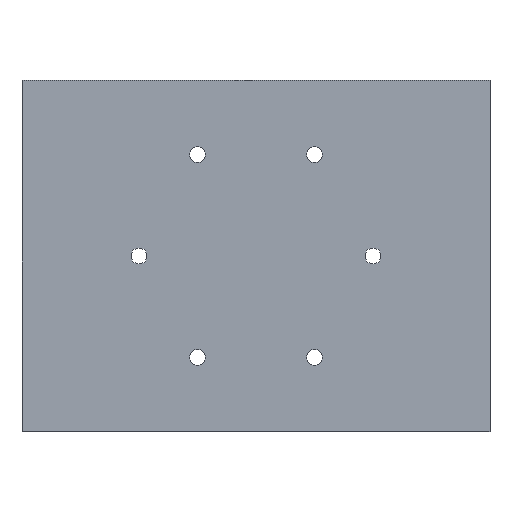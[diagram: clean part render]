
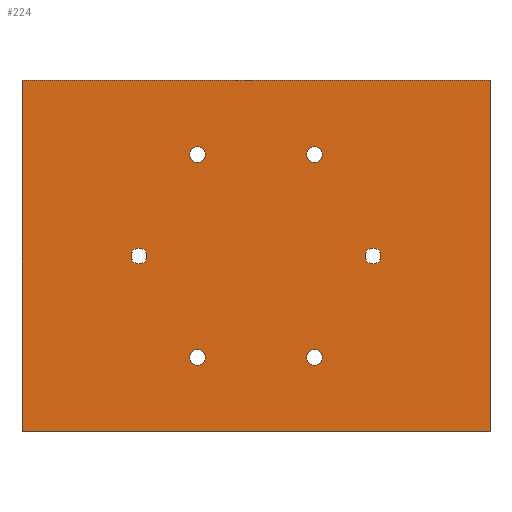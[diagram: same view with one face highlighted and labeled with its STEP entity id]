
A CAD part, top view. The second image highlights one B-rep face of the part: STEP entity #224.
In plain terms, the highlighted planar face has unit normal (0, 0, 1).
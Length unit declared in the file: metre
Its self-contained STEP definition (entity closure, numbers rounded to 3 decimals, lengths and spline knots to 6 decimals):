
#26=CIRCLE('',#250,0.0034);
#27=CIRCLE('',#251,0.0034);
#28=CIRCLE('',#252,0.0034);
#29=CIRCLE('',#253,0.0034);
#30=CIRCLE('',#254,0.0034);
#31=CIRCLE('',#255,0.0034);
#54=ORIENTED_EDGE('',*,*,#98,.T.);
#55=ORIENTED_EDGE('',*,*,#99,.T.);
#56=ORIENTED_EDGE('',*,*,#100,.T.);
#57=ORIENTED_EDGE('',*,*,#101,.T.);
#58=ORIENTED_EDGE('',*,*,#102,.T.);
#59=ORIENTED_EDGE('',*,*,#103,.T.);
#60=ORIENTED_EDGE('',*,*,#88,.F.);
#61=ORIENTED_EDGE('',*,*,#92,.T.);
#62=ORIENTED_EDGE('',*,*,#95,.T.);
#63=ORIENTED_EDGE('',*,*,#97,.F.);
#88=EDGE_CURVE('',#112,#113,#132,.T.);
#92=EDGE_CURVE('',#112,#115,#136,.T.);
#95=EDGE_CURVE('',#115,#117,#139,.T.);
#97=EDGE_CURVE('',#113,#117,#141,.T.);
#98=EDGE_CURVE('',#118,#118,#26,.T.);
#99=EDGE_CURVE('',#119,#119,#27,.T.);
#100=EDGE_CURVE('',#120,#120,#28,.T.);
#101=EDGE_CURVE('',#121,#121,#29,.T.);
#102=EDGE_CURVE('',#122,#122,#30,.T.);
#103=EDGE_CURVE('',#123,#123,#31,.T.);
#112=VERTEX_POINT('',#337);
#113=VERTEX_POINT('',#339);
#115=VERTEX_POINT('',#345);
#117=VERTEX_POINT('',#351);
#118=VERTEX_POINT('',#358);
#119=VERTEX_POINT('',#360);
#120=VERTEX_POINT('',#362);
#121=VERTEX_POINT('',#364);
#122=VERTEX_POINT('',#366);
#123=VERTEX_POINT('',#368);
#132=LINE('',#338,#144);
#136=LINE('',#346,#148);
#139=LINE('',#352,#151);
#141=LINE('',#355,#153);
#144=VECTOR('',#275,1.);
#148=VECTOR('',#281,1.);
#151=VECTOR('',#286,1.);
#153=VECTOR('',#290,1.);
#158=EDGE_LOOP('',(#54));
#159=EDGE_LOOP('',(#55));
#160=EDGE_LOOP('',(#56));
#161=EDGE_LOOP('',(#57));
#162=EDGE_LOOP('',(#58));
#163=EDGE_LOOP('',(#59));
#164=EDGE_LOOP('',(#60,#61,#62,#63));
#188=FACE_BOUND('',#158,.T.);
#189=FACE_BOUND('',#159,.T.);
#190=FACE_BOUND('',#160,.T.);
#191=FACE_BOUND('',#161,.T.);
#192=FACE_BOUND('',#162,.T.);
#193=FACE_BOUND('',#163,.T.);
#194=FACE_BOUND('',#164,.T.);
#218=PLANE('',#249);
#224=ADVANCED_FACE('',(#188,#189,#190,#191,#192,#193,#194),#218,.T.);
#249=AXIS2_PLACEMENT_3D('',#356,#291,#292);
#250=AXIS2_PLACEMENT_3D('',#357,#293,#294);
#251=AXIS2_PLACEMENT_3D('',#359,#295,#296);
#252=AXIS2_PLACEMENT_3D('',#361,#297,#298);
#253=AXIS2_PLACEMENT_3D('',#363,#299,#300);
#254=AXIS2_PLACEMENT_3D('',#365,#301,#302);
#255=AXIS2_PLACEMENT_3D('',#367,#303,#304);
#275=DIRECTION('',(0.,1.,0.));
#281=DIRECTION('',(1.,0.,0.));
#286=DIRECTION('',(0.,1.,0.));
#290=DIRECTION('',(1.,0.,0.));
#291=DIRECTION('',(0.,0.,1.));
#292=DIRECTION('',(1.,0.,0.));
#293=DIRECTION('',(0.,0.,-1.));
#294=DIRECTION('',(-1.,0.,0.));
#295=DIRECTION('',(0.,0.,-1.));
#296=DIRECTION('',(-1.,0.,0.));
#297=DIRECTION('',(0.,0.,-1.));
#298=DIRECTION('',(-1.,0.,0.));
#299=DIRECTION('',(0.,0.,-1.));
#300=DIRECTION('',(-1.,0.,0.));
#301=DIRECTION('',(0.,0.,-1.));
#302=DIRECTION('',(-1.,0.,0.));
#303=DIRECTION('',(0.,0.,-1.));
#304=DIRECTION('',(-1.,0.,0.));
#337=CARTESIAN_POINT('',(0.,0.,0.008));
#338=CARTESIAN_POINT('',(0.,0.075,0.008));
#339=CARTESIAN_POINT('',(0.,0.15,0.008));
#345=CARTESIAN_POINT('',(0.2,0.,0.008));
#346=CARTESIAN_POINT('',(0.1,0.,0.008));
#351=CARTESIAN_POINT('',(0.2,0.15,0.008));
#352=CARTESIAN_POINT('',(0.2,0.075,0.008));
#355=CARTESIAN_POINT('',(0.1,0.15,0.008));
#356=CARTESIAN_POINT('',(0.1,0.075,0.008));
#357=CARTESIAN_POINT('',(0.125,0.118301,0.008));
#358=CARTESIAN_POINT('',(0.1216,0.118301,0.008));
#359=CARTESIAN_POINT('',(0.15,0.075,0.008));
#360=CARTESIAN_POINT('',(0.1466,0.075,0.008));
#361=CARTESIAN_POINT('',(0.05,0.075,0.008));
#362=CARTESIAN_POINT('',(0.0466,0.075,0.008));
#363=CARTESIAN_POINT('',(0.075,0.031699,0.008));
#364=CARTESIAN_POINT('',(0.0716,0.031699,0.008));
#365=CARTESIAN_POINT('',(0.125,0.031699,0.008));
#366=CARTESIAN_POINT('',(0.1216,0.031699,0.008));
#367=CARTESIAN_POINT('',(0.075,0.118301,0.008));
#368=CARTESIAN_POINT('',(0.0716,0.118301,0.008));
